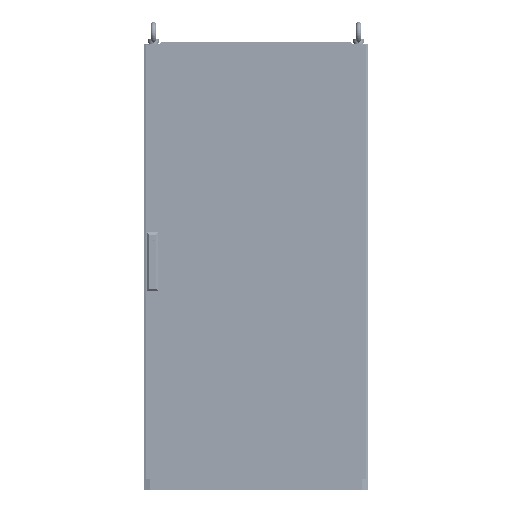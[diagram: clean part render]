
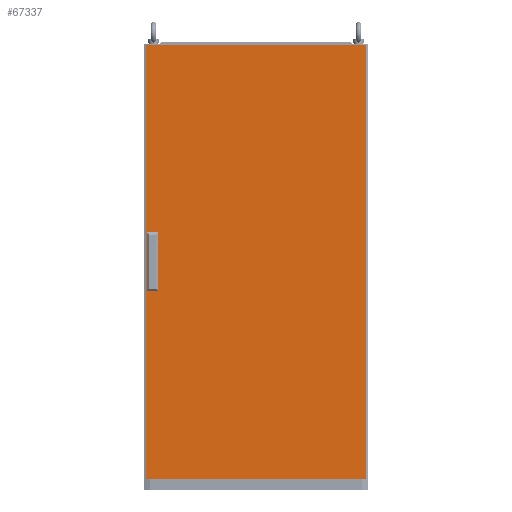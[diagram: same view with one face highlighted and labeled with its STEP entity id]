
A CAD part, top view. The second image highlights one B-rep face of the part: STEP entity #67337.
In plain terms, the highlighted planar face has unit normal (0, 0, 1).
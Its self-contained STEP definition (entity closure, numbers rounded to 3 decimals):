
#851 = CARTESIAN_POINT ( 'NONE',  ( -265.7, 38.5, 0. ) ) ;
#3580 = LINE ( 'NONE', #239020, #241186 ) ;
#10529 = VECTOR ( 'NONE', #250940, 1000. ) ;
#12642 = EDGE_LOOP ( 'NONE', ( #208496, #63552, #159462, #93850 ) ) ;
#20733 = DIRECTION ( 'NONE',  ( 0., -1., 0. ) ) ;
#24456 = DIRECTION ( 'NONE',  ( 0., 1., 0. ) ) ;
#25980 = FACE_BOUND ( 'NONE', #136368, .T. ) ;
#27763 = EDGE_CURVE ( 'NONE', #126131, #135395, #248023, .T. ) ;
#30133 = VECTOR ( 'NONE', #24456, 1000. ) ;
#30919 = DIRECTION ( 'NONE',  ( 0., -1., 0. ) ) ;
#45161 = CARTESIAN_POINT ( 'NONE',  ( -265.7, -11.5, 0. ) ) ;
#47072 = VERTEX_POINT ( 'NONE', #91713 ) ;
#53731 = CARTESIAN_POINT ( 'NONE',  ( -265.7, 88.5, 0. ) ) ;
#54904 = DIRECTION ( 'NONE',  ( 0., 1., 0. ) ) ;
#61903 = CARTESIAN_POINT ( 'NONE',  ( -265.7, -61.5, 0. ) ) ;
#62311 = DIRECTION ( 'NONE',  ( 0., 1., 0. ) ) ;
#63552 = ORIENTED_EDGE ( 'NONE', *, *, #27763, .F. ) ;
#67337 = ADVANCED_FACE ( 'NONE', ( #154973, #25980, #176232 ), #156374, .T. ) ;
#68243 = EDGE_CURVE ( 'NONE', #47072, #210442, #85861, .T. ) ;
#71949 = CARTESIAN_POINT ( 'NONE',  ( -297., 597., 0. ) ) ;
#81169 = CARTESIAN_POINT ( 'NONE',  ( -290.7, 38.5, 0. ) ) ;
#81520 = EDGE_CURVE ( 'NONE', #164268, #221647, #96411, .T. ) ;
#85861 = LINE ( 'NONE', #61903, #226253 ) ;
#87202 = DIRECTION ( 'NONE',  ( 1., 0., 0. ) ) ;
#91713 = CARTESIAN_POINT ( 'NONE',  ( -290.7, -61.5, 0. ) ) ;
#92222 = VECTOR ( 'NONE', #30919, 1000. ) ;
#93850 = ORIENTED_EDGE ( 'NONE', *, *, #126572, .F. ) ;
#94177 = VERTEX_POINT ( 'NONE', #120168 ) ;
#95952 = VECTOR ( 'NONE', #87202, 1000. ) ;
#96411 = LINE ( 'NONE', #117798, #266187 ) ;
#98995 = VERTEX_POINT ( 'NONE', #200180 ) ;
#101139 = EDGE_CURVE ( 'NONE', #267343, #157307, #269875, .T. ) ;
#101399 = VECTOR ( 'NONE', #54904, 1000. ) ;
#109667 = DIRECTION ( 'NONE',  ( 1., 0., 0. ) ) ;
#117798 = CARTESIAN_POINT ( 'NONE',  ( -297., 597., 0. ) ) ;
#120168 = CARTESIAN_POINT ( 'NONE',  ( -297., -570., 0. ) ) ;
#120431 = CARTESIAN_POINT ( 'NONE',  ( -297., -570., 0. ) ) ;
#126131 = VERTEX_POINT ( 'NONE', #172696 ) ;
#126572 = EDGE_CURVE ( 'NONE', #222694, #98995, #195050, .T. ) ;
#134091 = VERTEX_POINT ( 'NONE', #165137 ) ;
#135395 = VERTEX_POINT ( 'NONE', #144449 ) ;
#136077 = ORIENTED_EDGE ( 'NONE', *, *, #186889, .F. ) ;
#136368 = EDGE_LOOP ( 'NONE', ( #272236, #235929, #136077, #152605 ) ) ;
#136426 = EDGE_CURVE ( 'NONE', #134091, #164268, #244982, .T. ) ;
#136433 = CARTESIAN_POINT ( 'NONE',  ( -265.7, -61.5, 0. ) ) ;
#137511 = DIRECTION ( 'NONE',  ( 1., 0., 0. ) ) ;
#140327 = LINE ( 'NONE', #184189, #10529 ) ;
#140588 = EDGE_CURVE ( 'NONE', #221647, #94177, #161230, .T. ) ;
#144449 = CARTESIAN_POINT ( 'NONE',  ( -290.7, 88.5, 0. ) ) ;
#152605 = ORIENTED_EDGE ( 'NONE', *, *, #68243, .F. ) ;
#154973 = FACE_BOUND ( 'NONE', #12642, .T. ) ;
#156240 = LINE ( 'NONE', #136433, #30133 ) ;
#156374 = PLANE ( 'NONE',  #270718 ) ;
#157307 = VERTEX_POINT ( 'NONE', #187752 ) ;
#159462 = ORIENTED_EDGE ( 'NONE', *, *, #213495, .F. ) ;
#161230 = LINE ( 'NONE', #71949, #92222 ) ;
#164268 = VERTEX_POINT ( 'NONE', #270881 ) ;
#165137 = CARTESIAN_POINT ( 'NONE',  ( 297., -570., 0. ) ) ;
#168815 = VECTOR ( 'NONE', #137511, 1000. ) ;
#171258 = EDGE_CURVE ( 'NONE', #157307, #47072, #140327, .T. ) ;
#171357 = VECTOR ( 'NONE', #177087, 1000. ) ;
#172696 = CARTESIAN_POINT ( 'NONE',  ( -265.7, 88.5, 0. ) ) ;
#174045 = EDGE_CURVE ( 'NONE', #94177, #134091, #270858, .T. ) ;
#174471 = EDGE_CURVE ( 'NONE', #135395, #222694, #3580, .T. ) ;
#176232 = FACE_OUTER_BOUND ( 'NONE', #182562, .T. ) ;
#177087 = DIRECTION ( 'NONE',  ( -1., 0., 0. ) ) ;
#181659 = ORIENTED_EDGE ( 'NONE', *, *, #174045, .T. ) ;
#182562 = EDGE_LOOP ( 'NONE', ( #259817, #181659, #254638, #241306 ) ) ;
#184189 = CARTESIAN_POINT ( 'NONE',  ( -290.7, -61.5, 0. ) ) ;
#184658 = DIRECTION ( 'NONE',  ( -1., 0., 0. ) ) ;
#186889 = EDGE_CURVE ( 'NONE', #210442, #267343, #156240, .T. ) ;
#187752 = CARTESIAN_POINT ( 'NONE',  ( -290.7, -11.5, 0. ) ) ;
#191354 = LINE ( 'NONE', #256663, #201817 ) ;
#193325 = DIRECTION ( 'NONE',  ( 0., 0., 1. ) ) ;
#195050 = LINE ( 'NONE', #851, #95952 ) ;
#200180 = CARTESIAN_POINT ( 'NONE',  ( -265.7, 38.5, 0. ) ) ;
#201817 = VECTOR ( 'NONE', #62311, 1000. ) ;
#208496 = ORIENTED_EDGE ( 'NONE', *, *, #174471, .F. ) ;
#210442 = VERTEX_POINT ( 'NONE', #270204 ) ;
#213495 = EDGE_CURVE ( 'NONE', #98995, #126131, #191354, .T. ) ;
#218784 = CARTESIAN_POINT ( 'NONE',  ( 0., 0., 0. ) ) ;
#221647 = VERTEX_POINT ( 'NONE', #256441 ) ;
#222694 = VERTEX_POINT ( 'NONE', #81169 ) ;
#226253 = VECTOR ( 'NONE', #259042, 1000. ) ;
#229323 = VECTOR ( 'NONE', #184658, 1000. ) ;
#235929 = ORIENTED_EDGE ( 'NONE', *, *, #101139, .F. ) ;
#239020 = CARTESIAN_POINT ( 'NONE',  ( -290.7, 38.5, 0. ) ) ;
#241186 = VECTOR ( 'NONE', #20733, 1000. ) ;
#241306 = ORIENTED_EDGE ( 'NONE', *, *, #81520, .T. ) ;
#244982 = LINE ( 'NONE', #249204, #101399 ) ;
#248023 = LINE ( 'NONE', #53731, #171357 ) ;
#249204 = CARTESIAN_POINT ( 'NONE',  ( 297., 597., 0. ) ) ;
#250940 = DIRECTION ( 'NONE',  ( 0., -1., 0. ) ) ;
#254638 = ORIENTED_EDGE ( 'NONE', *, *, #136426, .T. ) ;
#256441 = CARTESIAN_POINT ( 'NONE',  ( -297., 597., 0. ) ) ;
#256663 = CARTESIAN_POINT ( 'NONE',  ( -265.7, 38.5, 0. ) ) ;
#259042 = DIRECTION ( 'NONE',  ( 1., 0., 0. ) ) ;
#259817 = ORIENTED_EDGE ( 'NONE', *, *, #140588, .T. ) ;
#266187 = VECTOR ( 'NONE', #268145, 1000. ) ;
#267343 = VERTEX_POINT ( 'NONE', #45161 ) ;
#268145 = DIRECTION ( 'NONE',  ( -1., 0., 0. ) ) ;
#269875 = LINE ( 'NONE', #274065, #229323 ) ;
#270204 = CARTESIAN_POINT ( 'NONE',  ( -265.7, -61.5, 0. ) ) ;
#270718 = AXIS2_PLACEMENT_3D ( 'NONE', #218784, #193325, #109667 ) ;
#270858 = LINE ( 'NONE', #120431, #168815 ) ;
#270881 = CARTESIAN_POINT ( 'NONE',  ( 297., 597., 0. ) ) ;
#272236 = ORIENTED_EDGE ( 'NONE', *, *, #171258, .F. ) ;
#274065 = CARTESIAN_POINT ( 'NONE',  ( -265.7, -11.5, 0. ) ) ;
